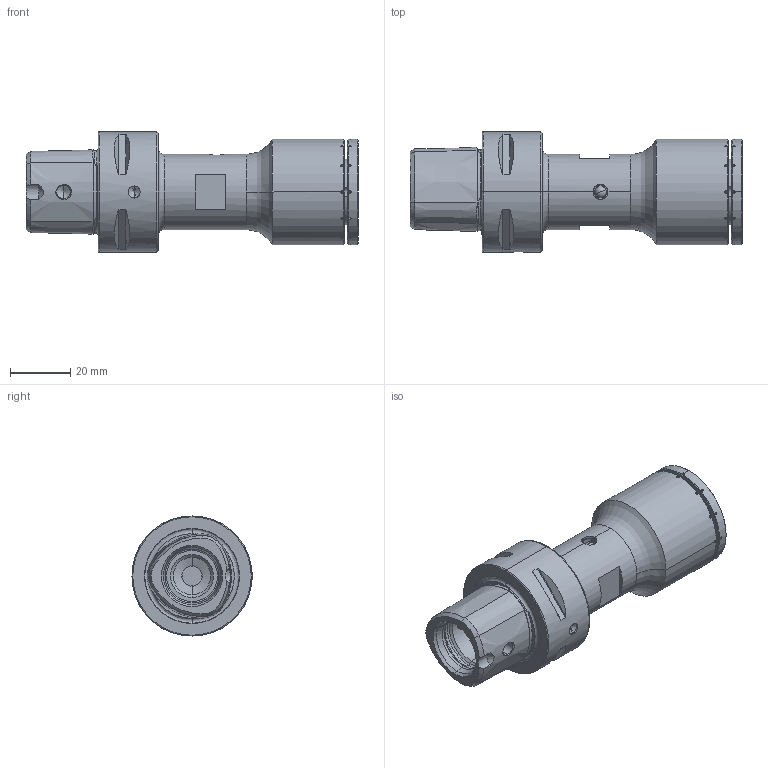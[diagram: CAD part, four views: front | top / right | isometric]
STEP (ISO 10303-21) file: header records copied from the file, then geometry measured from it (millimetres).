
FILE_DESCRIPTION (( 'STEP AP203' ), '1' );
FILE_NAME ('PS4.22S.035.082.STEP', '2024-08-27T09:03:23', ( '' ), ( '' ), 'SwSTEP 2.0', 'SolidWorks 2022', '' );
FILE_SCHEMA (( 'CONFIG_CONTROL_DESIGN' ));
Length unit declared in the file: millimetre
Products named in the file (5): PS4-22S.035.082_A_Fertigbearbeitung; KVT_MB_600_050; 22S-ER1.035.027_A; PS4.22S.035.082; ISO 4762 - M8 x 35
Assembly tree (4 placements, depth 2):
  PS4.22S.035.082
    PS4-22S.035.082_A_Fertigbearbeitung
    22S-ER1.035.027_A
    ISO 4762 - M8 x 35
    KVT_MB_600_050
Bounding box: 110.5 x 40 x 40 mm (x, y, z)
Volume: 74510.8 mm3; surface area: 25079.1 mm2
Topology: 5 solids, 5 shells, 360 faces, 932 edges, 557 vertices
Faces by surface type: cylinder 125, cone 116, torus 64, plane 53, sphere 2
Entity records: 12952 total; most frequent: CARTESIAN_POINT 4016, ORIENTED_EDGE 1818, DIRECTION 1715, EDGE_CURVE 909, AXIS2_PLACEMENT_3D 719, VERTEX_POINT 554, EDGE_LOOP 413, ADVANCED_FACE 360
